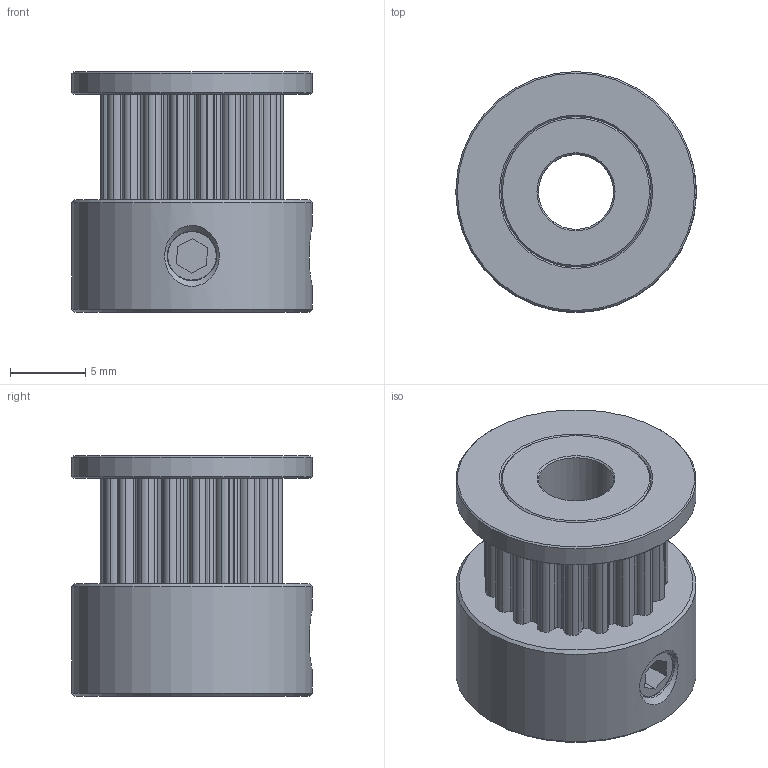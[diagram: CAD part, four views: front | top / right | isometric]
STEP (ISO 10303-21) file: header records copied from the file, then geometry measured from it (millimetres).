
FILE_DESCRIPTION(/* description */ (''),/* implementation_level */ '2;1');
FILE_NAME(/* name */ '',/* time_stamp */ '2025-07-02T17:29:31+08:00',/* author */ (''),/* organization */ (''),/* preprocessor_version */ 'ST-DEVELOPER v20.1',/* originating_system */ 'Autodesk Translation Framework v14.10.0.0',/* authorisation */ '');
FILE_SCHEMA (('AUTOMOTIVE_DESIGN { 1 0 10303 214 3 1 1 }'));
Length unit declared in the file: millimetre
Products named in the file (3): ROBOT; base; 20GT
Assembly tree (2 placements, depth 3):
  ROBOT
    base
      20GT
Bounding box: 16 x 16 x 16 mm (x, y, z)
Volume: 2123.6 mm3; surface area: 1750.5 mm2
Topology: 1 solids, 3 shells, 198 faces, 556 edges, 369 vertices
Faces by surface type: cylinder 165, plane 17, cone 16
Full cylindrical faces by diameter (mm): 3.3 x2, 4 x1, 4.3 x2, 5 x1, 10 x3, 16 x2
Entity records: 6937 total; most frequent: CARTESIAN_POINT 1406, DIRECTION 1290, ORIENTED_EDGE 1112, EDGE_CURVE 556, AXIS2_PLACEMENT_3D 546, VERTEX_POINT 369, CIRCLE 341, EDGE_LOOP 211
